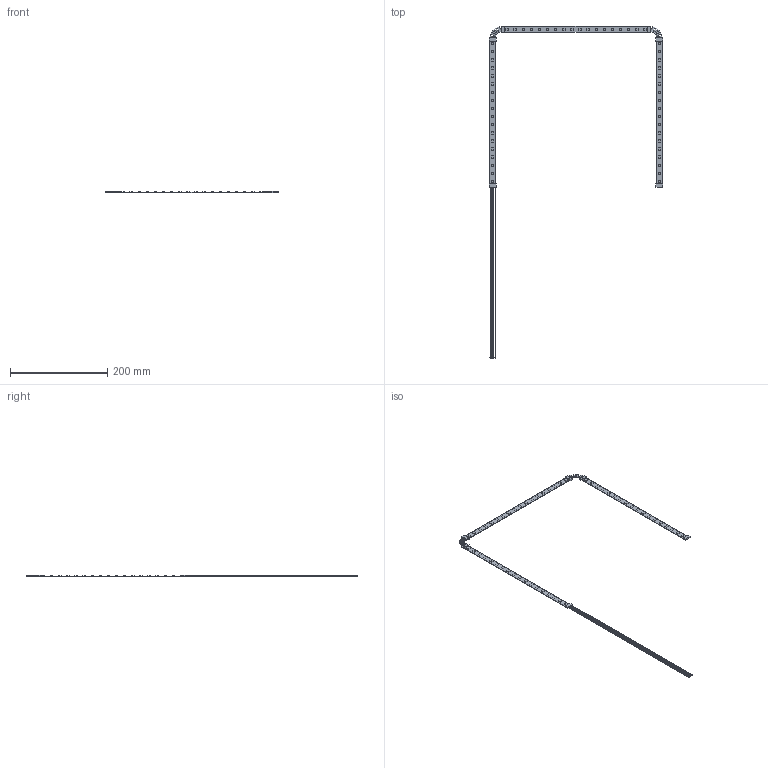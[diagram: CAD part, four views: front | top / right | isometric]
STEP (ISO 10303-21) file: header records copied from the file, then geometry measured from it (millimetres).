
FILE_DESCRIPTION (( 'STEP AP214' ), '1' );
FILE_NAME ('2013-D.STEP', '2015-11-04T16:00:34', ( '' ), ( '' ), 'SwSTEP 2.0', 'SolidWorks 2015', '' );
FILE_SCHEMA (( 'AUTOMOTIVE_DESIGN' ));
Length unit declared in the file: millimetre
Products named in the file (1): 2013-D
Bounding box: 355.5 x 681.75 x 3 mm (x, y, z)
Volume: 16339 mm3; surface area: 34410.1 mm2
Topology: 19 solids, 19 shells, 379 faces, 846 edges, 564 vertices
Faces by surface type: plane 349, torus 20, cylinder 10
Entity records: 10886 total; most frequent: CARTESIAN_POINT 1790, ORIENTED_EDGE 1692, DIRECTION 1686, EDGE_CURVE 846, VECTOR 766, LINE 766, VERTEX_POINT 564, AXIS2_PLACEMENT_3D 460
